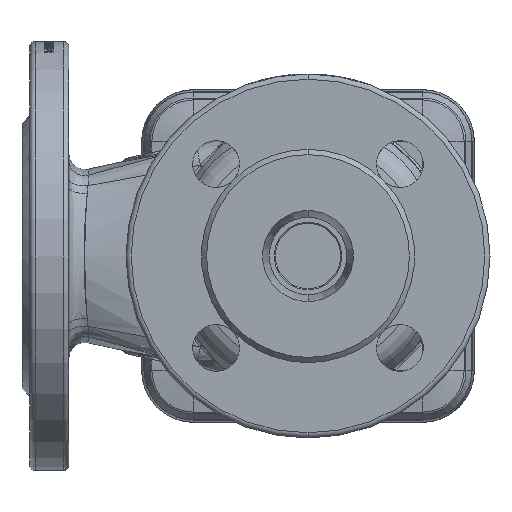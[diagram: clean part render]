
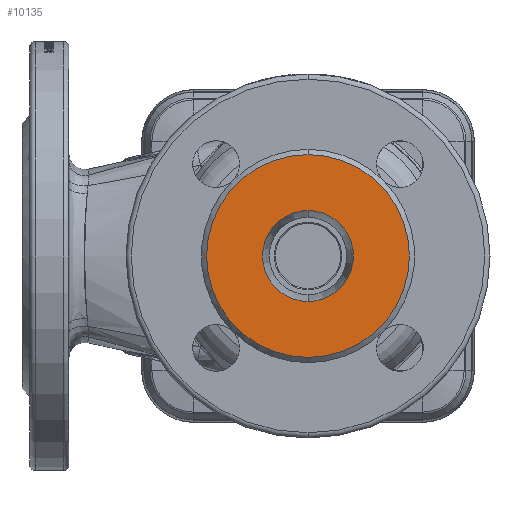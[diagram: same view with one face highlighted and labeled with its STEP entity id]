
A CAD part, front view. The second image highlights one B-rep face of the part: STEP entity #10135.
In plain terms, the highlighted planar face has unit normal (0, -1, 0).
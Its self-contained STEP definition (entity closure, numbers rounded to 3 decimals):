
#2455 = CARTESIAN_POINT ( 'NONE',  ( 0., -115., -17.5 ) ) ;
#6371 = DIRECTION ( 'NONE',  ( 0., 0., -1. ) ) ;
#6744 = EDGE_CURVE ( 'NONE', #37554, #25753, #107920, .T. ) ;
#7423 = ORIENTED_EDGE ( 'NONE', *, *, #116809, .F. ) ;
#10135 = ADVANCED_FACE ( 'NONE', ( #35873, #53967 ), #33190, .T. ) ;
#13479 = ORIENTED_EDGE ( 'NONE', *, *, #77269, .F. ) ;
#17278 = EDGE_LOOP ( 'NONE', ( #7423, #133300 ) ) ;
#18321 = CARTESIAN_POINT ( 'NONE',  ( 0., -115., 0. ) ) ;
#22122 = DIRECTION ( 'NONE',  ( 0., -1., 0. ) ) ;
#25753 = VERTEX_POINT ( 'NONE', #115625 ) ;
#28552 = AXIS2_PLACEMENT_3D ( 'NONE', #78467, #99252, #67329 ) ;
#29056 = CARTESIAN_POINT ( 'NONE',  ( 0., -115., 17.5 ) ) ;
#31671 = CIRCLE ( 'NONE', #28552, 17.5 ) ;
#33190 = PLANE ( 'NONE',  #62471 ) ;
#35873 = FACE_BOUND ( 'NONE', #17278, .T. ) ;
#37533 = CIRCLE ( 'NONE', #52324, 17.5 ) ;
#37554 = VERTEX_POINT ( 'NONE', #83175 ) ;
#39450 = CARTESIAN_POINT ( 'NONE',  ( 0., -115., 0. ) ) ;
#50556 = CARTESIAN_POINT ( 'NONE',  ( 0., -115., 0. ) ) ;
#51470 = DIRECTION ( 'NONE',  ( 0., 1., 0. ) ) ;
#52324 = AXIS2_PLACEMENT_3D ( 'NONE', #18321, #59780, #6371 ) ;
#53318 = ORIENTED_EDGE ( 'NONE', *, *, #6744, .F. ) ;
#53967 = FACE_OUTER_BOUND ( 'NONE', #79908, .T. ) ;
#59780 = DIRECTION ( 'NONE',  ( 0., -1., 0. ) ) ;
#62471 = AXIS2_PLACEMENT_3D ( 'NONE', #95007, #22122, #116596 ) ;
#63735 = EDGE_CURVE ( 'NONE', #136625, #92787, #31671, .T. ) ;
#67329 = DIRECTION ( 'NONE',  ( 0., 0., -1. ) ) ;
#72565 = CIRCLE ( 'NONE', #100720, 39. ) ;
#77269 = EDGE_CURVE ( 'NONE', #25753, #37554, #72565, .T. ) ;
#78467 = CARTESIAN_POINT ( 'NONE',  ( 0., -115., 0. ) ) ;
#79908 = EDGE_LOOP ( 'NONE', ( #53318, #13479 ) ) ;
#83175 = CARTESIAN_POINT ( 'NONE',  ( 0., -115., 39. ) ) ;
#92787 = VERTEX_POINT ( 'NONE', #29056 ) ;
#95007 = CARTESIAN_POINT ( 'NONE',  ( 0., -115., 0. ) ) ;
#99252 = DIRECTION ( 'NONE',  ( 0., -1., 0. ) ) ;
#100720 = AXIS2_PLACEMENT_3D ( 'NONE', #50556, #51470, #125201 ) ;
#104521 = AXIS2_PLACEMENT_3D ( 'NONE', #39450, #113134, #134838 ) ;
#107920 = CIRCLE ( 'NONE', #104521, 39. ) ;
#113134 = DIRECTION ( 'NONE',  ( 0., 1., 0. ) ) ;
#115625 = CARTESIAN_POINT ( 'NONE',  ( 0., -115., -39. ) ) ;
#116596 = DIRECTION ( 'NONE',  ( 0., 0., -1. ) ) ;
#116809 = EDGE_CURVE ( 'NONE', #92787, #136625, #37533, .T. ) ;
#125201 = DIRECTION ( 'NONE',  ( 0., 0., 1. ) ) ;
#133300 = ORIENTED_EDGE ( 'NONE', *, *, #63735, .F. ) ;
#134838 = DIRECTION ( 'NONE',  ( 0., 0., 1. ) ) ;
#136625 = VERTEX_POINT ( 'NONE', #2455 ) ;
